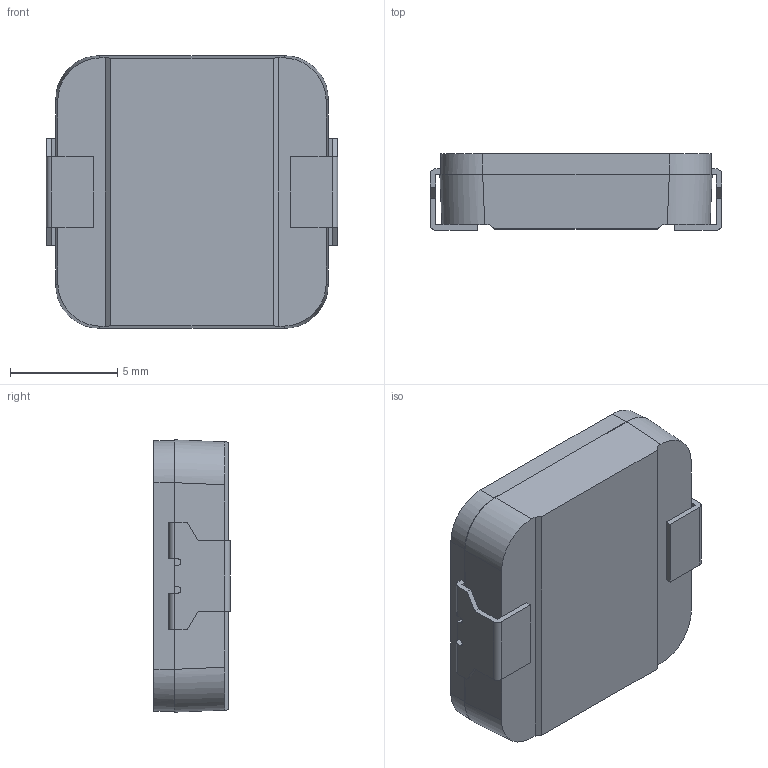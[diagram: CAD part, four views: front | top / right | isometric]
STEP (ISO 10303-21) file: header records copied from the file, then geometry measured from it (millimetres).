
FILE_DESCRIPTION (( 'STEP AP214' ), '1' );
FILE_NAME ('MPX1D1235(3_0)(KEMET)SLDPRT.STEP', '2019-07-10T06:41:34', ( '' ), ( '' ), 'SwSTEP 2.0', 'SolidWorks 2018', '' );
FILE_SCHEMA (( 'AUTOMOTIVE_DESIGN' ));
Length unit declared in the file: millimetre
Products named in the file (1): MPX1D1235(3_0)(KEMET)SLDPRT
Bounding box: 13.6 x 3.56 x 12.7 mm (x, y, z)
Volume: 542.3 mm3; surface area: 525.3 mm2
Topology: 1 solids, 1 shells, 130 faces, 383 edges, 250 vertices
Faces by surface type: plane 113, cylinder 17
Entity records: 5717 total; most frequent: CARTESIAN_POINT 812, ORIENTED_EDGE 766, DIRECTION 647, EDGE_CURVE 383, VECTOR 349, LINE 349, VERTEX_POINT 250, AXIS2_PLACEMENT_3D 149
